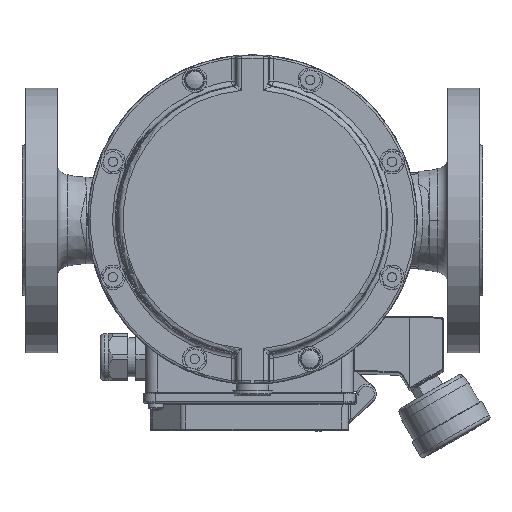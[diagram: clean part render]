
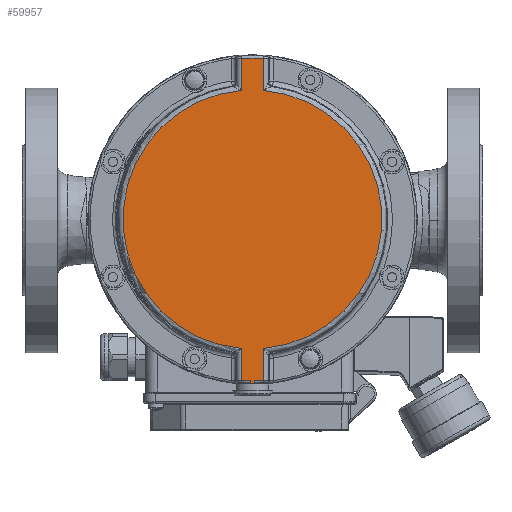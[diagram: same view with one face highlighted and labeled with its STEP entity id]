
A CAD part, top view. The second image highlights one B-rep face of the part: STEP entity #59957.
In plain terms, the highlighted planar face has unit normal (0, 0, 1).
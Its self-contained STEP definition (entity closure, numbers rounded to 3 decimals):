
#2133=CIRCLE('',#64185,66.02);
#2145=CIRCLE('',#64211,66.02);
#2152=CIRCLE('',#64227,0.3);
#2153=CIRCLE('',#64229,0.3);
#2155=CIRCLE('',#64239,82.297);
#2156=CIRCLE('',#64240,82.297);
#2157=CIRCLE('',#64241,83.497);
#2158=CIRCLE('',#64242,82.297);
#5239=PLANE('',#64238);
#8188=FACE_OUTER_BOUND('',#11946,.T.);
#11946=EDGE_LOOP('',(#43778,#43779,#43780,#43781,#43782,#43783,#43784,#43785,
#43786,#43787,#43788,#43789,#43790,#43791));
#15850=LINE('',#106804,#19716);
#15851=LINE('',#106808,#19717);
#15856=LINE('',#106884,#19722);
#15857=LINE('',#106887,#19723);
#15862=LINE('',#107022,#19728);
#15863=LINE('',#107026,#19729);
#19716=VECTOR('',#72698,16.326);
#19717=VECTOR('',#72701,0.903);
#19722=VECTOR('',#72720,0.903);
#19723=VECTOR('',#72723,16.326);
#19728=VECTOR('',#72738,16.326);
#19729=VECTOR('',#72743,16.326);
#26020=VERTEX_POINT('',#105548);
#26021=VERTEX_POINT('',#105549);
#26031=VERTEX_POINT('',#105832);
#26038=VERTEX_POINT('',#106211);
#26065=VERTEX_POINT('',#106787);
#26066=VERTEX_POINT('',#106806);
#26067=VERTEX_POINT('',#106807);
#26069=VERTEX_POINT('',#106847);
#26070=VERTEX_POINT('',#106851);
#26072=VERTEX_POINT('',#106878);
#26073=VERTEX_POINT('',#106882);
#26074=VERTEX_POINT('',#106886);
#26079=VERTEX_POINT('',#107005);
#26080=VERTEX_POINT('',#107024);
#32505=EDGE_CURVE('',#26020,#26021,#2133,.T.);
#32537=EDGE_CURVE('',#26038,#26031,#2145,.T.);
#32577=EDGE_CURVE('',#26031,#26065,#15850,.T.);
#32578=EDGE_CURVE('',#26066,#26067,#15851,.T.);
#32583=EDGE_CURVE('',#26067,#26069,#2152,.T.);
#32587=EDGE_CURVE('',#26070,#26072,#2153,.T.);
#32589=EDGE_CURVE('',#26072,#26073,#15856,.T.);
#32590=EDGE_CURVE('',#26074,#26020,#15857,.T.);
#32601=EDGE_CURVE('',#26021,#26079,#15862,.T.);
#32602=EDGE_CURVE('',#26079,#26080,#2155,.T.);
#32603=EDGE_CURVE('',#26080,#26038,#15863,.T.);
#32604=EDGE_CURVE('',#26065,#26066,#2156,.T.);
#32605=EDGE_CURVE('',#26069,#26070,#2157,.T.);
#32606=EDGE_CURVE('',#26073,#26074,#2158,.T.);
#43778=ORIENTED_EDGE('',*,*,#32601,.T.);
#43779=ORIENTED_EDGE('',*,*,#32602,.T.);
#43780=ORIENTED_EDGE('',*,*,#32603,.T.);
#43781=ORIENTED_EDGE('',*,*,#32537,.T.);
#43782=ORIENTED_EDGE('',*,*,#32577,.T.);
#43783=ORIENTED_EDGE('',*,*,#32604,.T.);
#43784=ORIENTED_EDGE('',*,*,#32578,.T.);
#43785=ORIENTED_EDGE('',*,*,#32583,.T.);
#43786=ORIENTED_EDGE('',*,*,#32605,.T.);
#43787=ORIENTED_EDGE('',*,*,#32587,.T.);
#43788=ORIENTED_EDGE('',*,*,#32589,.T.);
#43789=ORIENTED_EDGE('',*,*,#32606,.T.);
#43790=ORIENTED_EDGE('',*,*,#32590,.T.);
#43791=ORIENTED_EDGE('',*,*,#32505,.T.);
#59957=ADVANCED_FACE('',(#8188),#5239,.F.);
#64185=AXIS2_PLACEMENT_3D('',#105550,#72609,#72610);
#64211=AXIS2_PLACEMENT_3D('',#106212,#72661,#72662);
#64227=AXIS2_PLACEMENT_3D('',#106849,#72708,#72709);
#64229=AXIS2_PLACEMENT_3D('',#106880,#72714,#72715);
#64238=AXIS2_PLACEMENT_3D('',#107023,#72739,#72740);
#64239=AXIS2_PLACEMENT_3D('',#107025,#72741,#72742);
#64240=AXIS2_PLACEMENT_3D('',#107027,#72744,#72745);
#64241=AXIS2_PLACEMENT_3D('',#107028,#72746,#72747);
#64242=AXIS2_PLACEMENT_3D('',#107029,#72748,#72749);
#72609=DIRECTION('center_axis',(0.,0.,
1.));
#72610=DIRECTION('ref_axis',(1.,0.,0.));
#72661=DIRECTION('center_axis',(0.,0.,
1.));
#72662=DIRECTION('ref_axis',(1.,0.,0.));
#72698=DIRECTION('',(0.,-1.,0.));
#72701=DIRECTION('',(0.,-1.,0.));
#72708=DIRECTION('center_axis',(0.,0.,
1.));
#72709=DIRECTION('ref_axis',(-1.,0.,0.));
#72714=DIRECTION('center_axis',(0.,0.,
1.));
#72715=DIRECTION('ref_axis',(1.,0.,0.));
#72720=DIRECTION('',(0.,1.,0.));
#72723=DIRECTION('',(0.,1.,0.));
#72738=DIRECTION('',(0.,1.,0.));
#72739=DIRECTION('center_axis',(0.,0.,
-1.));
#72740=DIRECTION('ref_axis',(1.,0.,0.));
#72741=DIRECTION('center_axis',(0.,0.,
1.));
#72742=DIRECTION('ref_axis',(1.,0.,0.));
#72743=DIRECTION('',(0.,-1.,0.));
#72744=DIRECTION('center_axis',(0.,0.,
1.));
#72745=DIRECTION('ref_axis',(1.,0.,0.));
#72746=DIRECTION('center_axis',(0.,0.,
1.));
#72747=DIRECTION('ref_axis',(-1.,0.,0.));
#72748=DIRECTION('center_axis',(0.,0.,
1.));
#72749=DIRECTION('ref_axis',(1.,0.,0.));
#105548=CARTESIAN_POINT('',(10.512,-62.721,293.));
#105549=CARTESIAN_POINT('',(10.512,68.825,293.));
#105550=CARTESIAN_POINT('Origin',(4.812,3.052,293.));
#105832=CARTESIAN_POINT('',(-0.887,-62.721,293.));
#106211=CARTESIAN_POINT('',(-0.887,68.825,293.));
#106212=CARTESIAN_POINT('Origin',(4.812,3.052,293.));
#106787=CARTESIAN_POINT('',(-0.887,-79.048,293.));
#106804=CARTESIAN_POINT('',(-0.887,3.052,293.));
#106806=CARTESIAN_POINT('',(3.812,-79.239,293.));
#106807=CARTESIAN_POINT('',(3.812,-80.142,293.));
#106808=CARTESIAN_POINT('',(3.812,-79.239,293.));
#106847=CARTESIAN_POINT('',(4.11,-80.442,293.));
#106849=CARTESIAN_POINT('Origin',(4.112,-80.142,293.));
#106851=CARTESIAN_POINT('',(5.515,-80.442,293.));
#106878=CARTESIAN_POINT('',(5.812,-80.142,293.));
#106880=CARTESIAN_POINT('Origin',(5.512,-80.142,293.));
#106882=CARTESIAN_POINT('',(5.812,-79.239,293.));
#106884=CARTESIAN_POINT('',(5.812,-79.239,293.));
#106886=CARTESIAN_POINT('',(10.512,-79.048,293.));
#106887=CARTESIAN_POINT('',(10.512,3.052,293.));
#107005=CARTESIAN_POINT('',(10.512,85.152,293.));
#107022=CARTESIAN_POINT('',(10.512,3.052,293.));
#107023=CARTESIAN_POINT('Origin',(73.812,3.052,293.));
#107024=CARTESIAN_POINT('',(-0.887,85.152,293.));
#107025=CARTESIAN_POINT('Origin',(4.812,3.052,293.));
#107026=CARTESIAN_POINT('',(-0.887,3.052,293.));
#107027=CARTESIAN_POINT('Origin',(4.812,3.052,293.));
#107028=CARTESIAN_POINT('Origin',(4.812,3.052,293.));
#107029=CARTESIAN_POINT('Origin',(4.812,3.052,293.));
